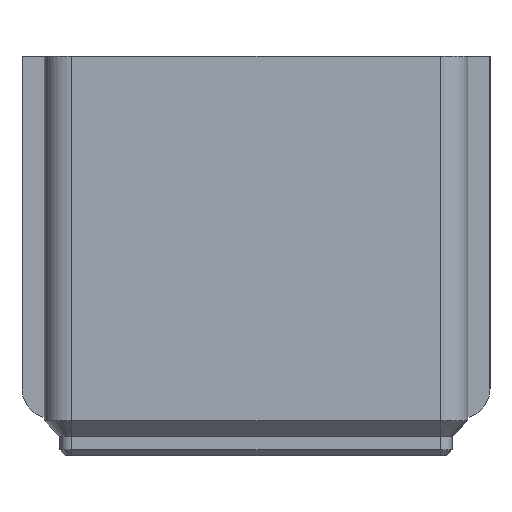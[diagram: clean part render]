
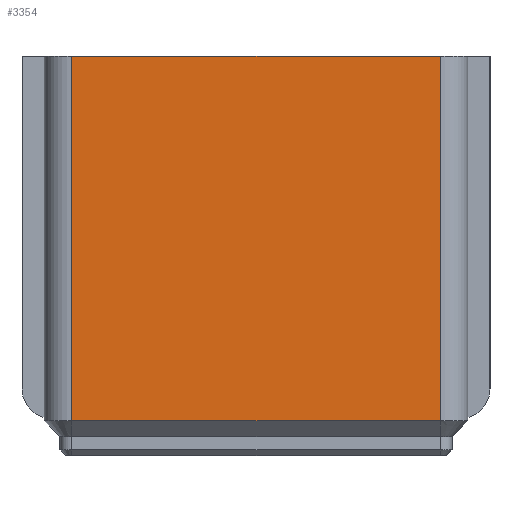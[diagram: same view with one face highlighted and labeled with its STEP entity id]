
A CAD part, left-side view. The second image highlights one B-rep face of the part: STEP entity #3354.
In plain terms, the highlighted planar face has unit normal (-1, 0, 0).
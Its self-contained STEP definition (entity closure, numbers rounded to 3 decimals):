
#310=FACE_OUTER_BOUND('',#499,.T.);
#499=EDGE_LOOP('',(#3060,#3061,#3062,#3063));
#861=LINE('',#5444,#1207);
#919=LINE('',#5600,#1265);
#963=LINE('',#5764,#1309);
#964=LINE('',#5766,#1310);
#1207=VECTOR('',#4274,10.);
#1265=VECTOR('',#4438,10.);
#1309=VECTOR('',#4664,10.);
#1310=VECTOR('',#4667,10.);
#1534=VERTEX_POINT('',#5441);
#1535=VERTEX_POINT('',#5443);
#1579=VERTEX_POINT('',#5595);
#1580=VERTEX_POINT('',#5599);
#1932=EDGE_CURVE('',#1535,#1534,#861,.T.);
#2012=EDGE_CURVE('',#1580,#1579,#919,.T.);
#2094=EDGE_CURVE('',#1535,#1580,#963,.T.);
#2095=EDGE_CURVE('',#1579,#1534,#964,.T.);
#3060=ORIENTED_EDGE('',*,*,#2094,.F.);
#3061=ORIENTED_EDGE('',*,*,#1932,.T.);
#3062=ORIENTED_EDGE('',*,*,#2095,.F.);
#3063=ORIENTED_EDGE('',*,*,#2012,.F.);
#3170=PLANE('',#3685);
#3354=ADVANCED_FACE('',(#310),#3170,.T.);
#3685=AXIS2_PLACEMENT_3D('',#5765,#4665,#4666);
#4274=DIRECTION('',(0.,1.,0.));
#4438=DIRECTION('',(0.,1.,0.));
#4664=DIRECTION('',(0.,0.,-1.));
#4665=DIRECTION('center_axis',(-1.,0.,0.));
#4666=DIRECTION('ref_axis',(0.,-1.,0.));
#4667=DIRECTION('',(0.,0.,1.));
#5441=CARTESIAN_POINT('',(0.,53.75,49.2));
#5443=CARTESIAN_POINT('',(0.,3.75,49.2));
#5444=CARTESIAN_POINT('',(0.,43.125,49.2));
#5595=CARTESIAN_POINT('',(0.,53.75,-0.25));
#5599=CARTESIAN_POINT('',(0.,3.75,-0.25));
#5600=CARTESIAN_POINT('',(0.,9.,-0.25));
#5764=CARTESIAN_POINT('',(0.,3.75,0.));
#5765=CARTESIAN_POINT('Origin',(0.,57.5,0.));
#5766=CARTESIAN_POINT('',(0.,53.75,0.));
